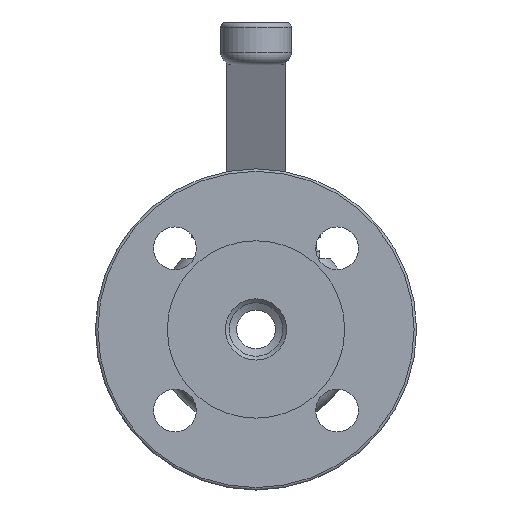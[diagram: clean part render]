
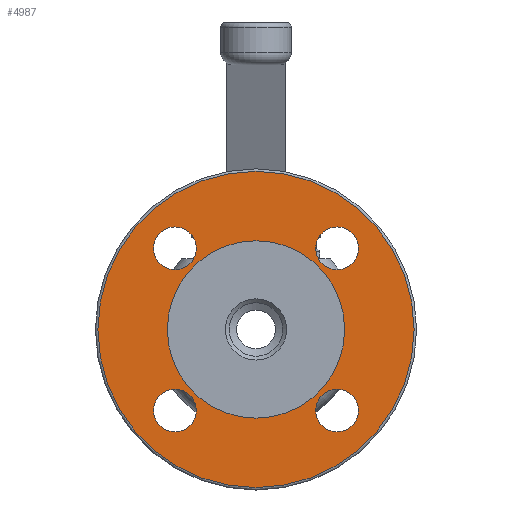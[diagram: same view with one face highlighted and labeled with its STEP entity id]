
A CAD part, left-side view. The second image highlights one B-rep face of the part: STEP entity #4987.
In plain terms, the highlighted planar face has unit normal (-1, 0, 0).
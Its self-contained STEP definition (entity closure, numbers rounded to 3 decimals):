
#957=PLANE('',#5471);
#1337=FACE_BOUND('',#1954,.T.);
#1338=FACE_BOUND('',#1955,.T.);
#1339=FACE_BOUND('',#1956,.T.);
#1340=FACE_BOUND('',#1957,.T.);
#1341=FACE_BOUND('',#1958,.T.);
#1625=FACE_OUTER_BOUND('',#1953,.T.);
#1953=EDGE_LOOP('',(#4590));
#1954=EDGE_LOOP('',(#4591));
#1955=EDGE_LOOP('',(#4592));
#1956=EDGE_LOOP('',(#4593));
#1957=EDGE_LOOP('',(#4594));
#1958=EDGE_LOOP('',(#4595));
#2006=CIRCLE('',#5022,7.);
#2008=CIRCLE('',#5025,7.);
#2010=CIRCLE('',#5028,7.);
#2012=CIRCLE('',#5031,7.);
#2193=CIRCLE('',#5472,51.7);
#2194=CIRCLE('',#5473,29.);
#2217=VERTEX_POINT('',#6869);
#2219=VERTEX_POINT('',#6874);
#2221=VERTEX_POINT('',#6879);
#2223=VERTEX_POINT('',#6884);
#2622=VERTEX_POINT('',#8800);
#2623=VERTEX_POINT('',#8802);
#2643=EDGE_CURVE('',#2217,#2217,#2006,.T.);
#2645=EDGE_CURVE('',#2219,#2219,#2008,.T.);
#2647=EDGE_CURVE('',#2221,#2221,#2010,.T.);
#2649=EDGE_CURVE('',#2223,#2223,#2012,.T.);
#3290=EDGE_CURVE('',#2622,#2622,#2193,.T.);
#3291=EDGE_CURVE('',#2623,#2623,#2194,.T.);
#4590=ORIENTED_EDGE('',*,*,#3290,.F.);
#4591=ORIENTED_EDGE('',*,*,#2643,.T.);
#4592=ORIENTED_EDGE('',*,*,#2645,.T.);
#4593=ORIENTED_EDGE('',*,*,#2647,.T.);
#4594=ORIENTED_EDGE('',*,*,#2649,.T.);
#4595=ORIENTED_EDGE('',*,*,#3291,.F.);
#4987=ADVANCED_FACE('',(#1625,#1337,#1338,#1339,#1340,#1341),#957,.T.);
#5022=AXIS2_PLACEMENT_3D('',#6870,#5535,#5536);
#5025=AXIS2_PLACEMENT_3D('',#6875,#5541,#5542);
#5028=AXIS2_PLACEMENT_3D('',#6880,#5547,#5548);
#5031=AXIS2_PLACEMENT_3D('',#6885,#5553,#5554);
#5471=AXIS2_PLACEMENT_3D('',#8799,#6775,#6776);
#5472=AXIS2_PLACEMENT_3D('',#8801,#6777,#6778);
#5473=AXIS2_PLACEMENT_3D('',#8803,#6779,#6780);
#5535=DIRECTION('center_axis',(1.,0.,0.));
#5536=DIRECTION('ref_axis',(0.,1.,0.));
#5541=DIRECTION('center_axis',(1.,0.,0.));
#5542=DIRECTION('ref_axis',(0.,0.,-1.));
#5547=DIRECTION('center_axis',(1.,0.,0.));
#5548=DIRECTION('ref_axis',(0.,-1.,0.));
#5553=DIRECTION('center_axis',(1.,0.,0.));
#5554=DIRECTION('ref_axis',(0.,0.,1.));
#6775=DIRECTION('center_axis',(-1.,0.,0.));
#6776=DIRECTION('ref_axis',(0.,0.,1.));
#6777=DIRECTION('center_axis',(1.,0.,0.));
#6778=DIRECTION('ref_axis',(0.,0.,-1.));
#6779=DIRECTION('center_axis',(-1.,0.,0.));
#6780=DIRECTION('ref_axis',(0.,0.,1.));
#6869=CARTESIAN_POINT('',(-69.03,33.517,-26.517));
#6870=CARTESIAN_POINT('Origin',(-69.03,26.517,-26.517));
#6874=CARTESIAN_POINT('',(-69.03,-26.517,-33.517));
#6875=CARTESIAN_POINT('Origin',(-69.03,-26.517,-26.517));
#6879=CARTESIAN_POINT('',(-69.03,-33.517,26.517));
#6880=CARTESIAN_POINT('Origin',(-69.03,-26.517,26.517));
#6884=CARTESIAN_POINT('',(-69.03,26.517,33.517));
#6885=CARTESIAN_POINT('Origin',(-69.03,26.517,26.517));
#8799=CARTESIAN_POINT('Origin',(-69.03,0.,40.75));
#8800=CARTESIAN_POINT('',(-69.03,0.,51.7));
#8801=CARTESIAN_POINT('Origin',(-69.03,0.,0.));
#8802=CARTESIAN_POINT('',(-69.03,0.,29.));
#8803=CARTESIAN_POINT('Origin',(-69.03,0.,0.));
